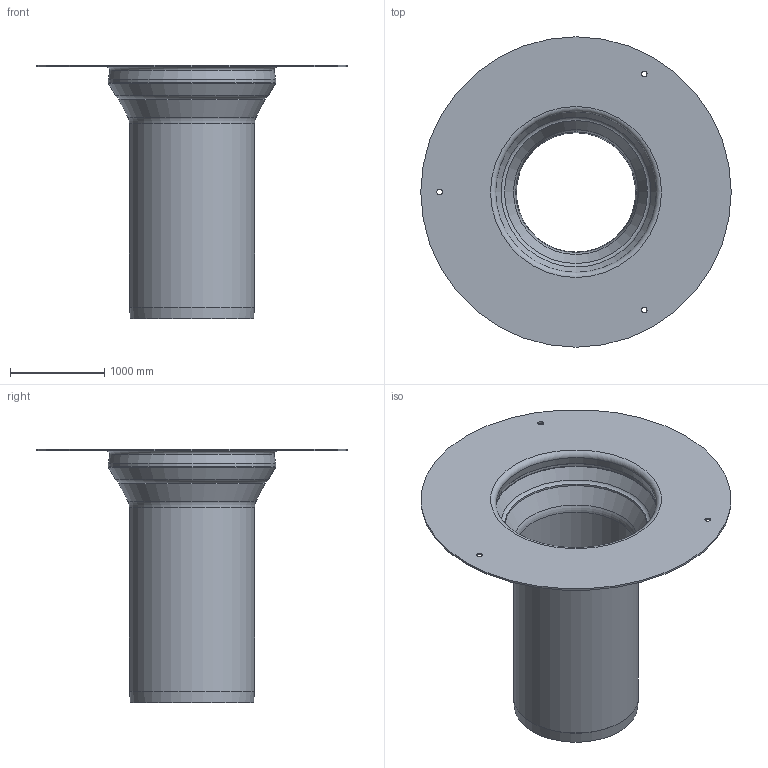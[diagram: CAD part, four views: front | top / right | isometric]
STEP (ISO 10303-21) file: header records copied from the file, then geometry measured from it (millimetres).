
FILE_DESCRIPTION(/* description */ (''),/* implementation_level */ '2;1');
FILE_NAME(/* name */ '17117.125A_3D.stp',/* time_stamp */ '2024-12-12T07:38:57+01:00',/* author */ ('CAD'),/* organization */ (''),/* preprocessor_version */ 'ST-DEVELOPER v20',/* originating_system */ 'AutoCAD Mechanical',/* authorisation */ '');
FILE_SCHEMA (('AUTOMOTIVE_DESIGN { 1 0 10303 214 3 1 1 }'));
Length unit declared in the file: centimetre
Products named in the file (2): Product; *S0
Assembly tree (1 placements, depth 2):
  Product
    *S0
Bounding box: 3300 x 3300 x 2700 mm (x, y, z)
Volume: 359065017.2 mm3; surface area: 36398836.5 mm2
Topology: 2 solids, 2 shells, 33 faces, 90 edges, 60 vertices
Faces by surface type: torus 12, cone 10, cylinder 9, plane 2
Full cylindrical faces by diameter (mm): 60 x3, 1290 x1, 1330 x1, 1520 x1, 1740 x1, 1780 x1, 3300 x1
Entity records: 1169 total; most frequent: DIRECTION 232, CARTESIAN_POINT 186, ORIENTED_EDGE 178, AXIS2_PLACEMENT_3D 106, EDGE_CURVE 89, CIRCLE 70, VERTEX_POINT 58, EDGE_LOOP 41
